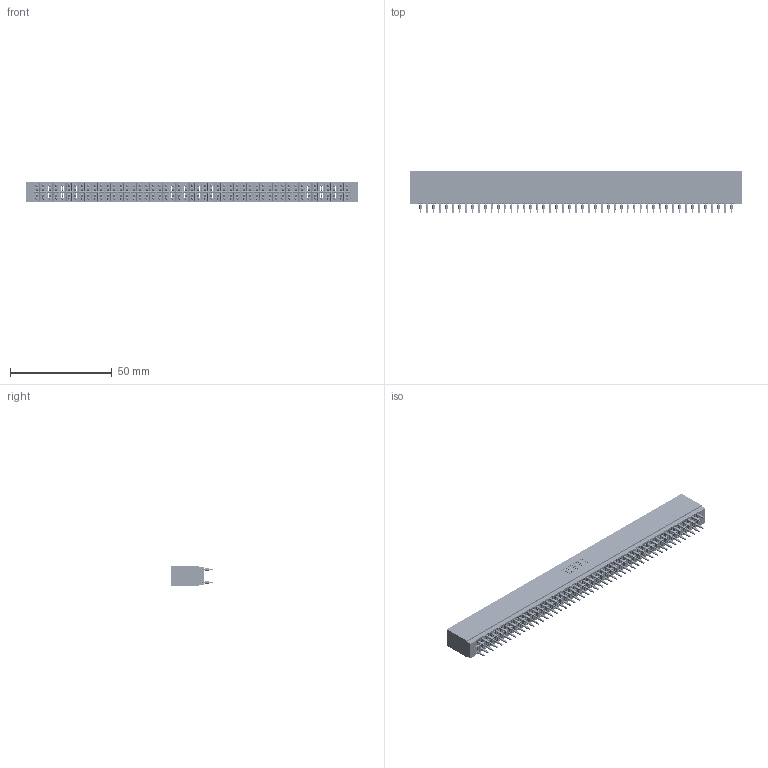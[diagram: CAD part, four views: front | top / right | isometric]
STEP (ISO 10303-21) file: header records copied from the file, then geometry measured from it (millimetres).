
FILE_DESCRIPTION (( 'STEP AP203' ), '1' );
FILE_NAME ('746-098-560-201.STEP', '2026-03-04T22:08:24', ( '' ), ( '' ), 'SwSTEP 2.0', 'SolidWorks 2023', '' );
FILE_SCHEMA (( 'CONFIG_CONTROL_DESIGN' ));
Length unit declared in the file: millimetre
Products named in the file (3): 746-098-560-201; 746 Part_.515 Slot Depth - 01; 746-292-001_560
Assembly tree (99 placements, depth 2):
  746-098-560-201
    746 Part_.515 Slot Depth - 01
    746-292-001_560  x98
Bounding box: 162.81 x 20.82 x 9.91 mm (x, y, z)
Volume: 17746.3 mm3; surface area: 30234.7 mm2
Topology: 99 solids, 99 shells, 9358 faces, 26037 edges, 16688 vertices
Faces by surface type: plane 4661, cylinder 2149, bspline 1960, torus 588
Entity records: 74814 total; most frequent: CARTESIAN_POINT 14809, ORIENTED_EDGE 12886, DIRECTION 10753, EDGE_CURVE 6443, LINE 5761, VECTOR 5761, VERTEX_POINT 4272, AXIS2_PLACEMENT_3D 2496
